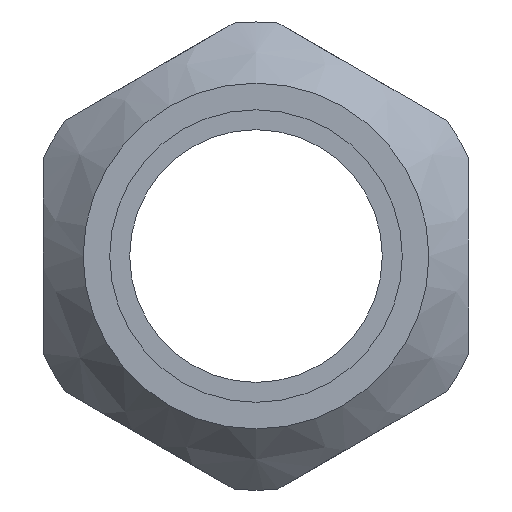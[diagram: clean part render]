
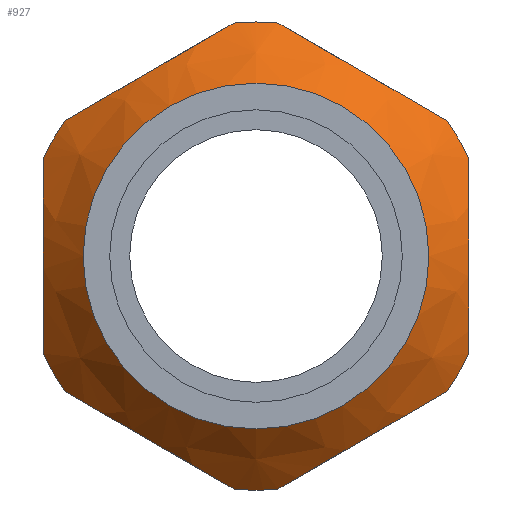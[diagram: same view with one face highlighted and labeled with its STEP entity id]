
A CAD part, left-side view. The second image highlights one B-rep face of the part: STEP entity #927.
In plain terms, the highlighted conical face has half-angle 45 degrees and reference radius 15.3 mm.
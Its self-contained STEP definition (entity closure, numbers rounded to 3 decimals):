
#21=(
BOUNDED_CURVE()
B_SPLINE_CURVE(2,(#1532,#1533,#1534),.UNSPECIFIED.,.F.,.F.)
B_SPLINE_CURVE_WITH_KNOTS((3,3),(0.,1.501),.UNSPECIFIED.)
CURVE()
GEOMETRIC_REPRESENTATION_ITEM()
RATIONAL_B_SPLINE_CURVE((1.,1.1,1.))
REPRESENTATION_ITEM('')
);
#22=(
BOUNDED_CURVE()
B_SPLINE_CURVE(2,(#1542,#1543,#1544),.UNSPECIFIED.,.F.,.F.)
B_SPLINE_CURVE_WITH_KNOTS((3,3),(0.,1.501),.UNSPECIFIED.)
CURVE()
GEOMETRIC_REPRESENTATION_ITEM()
RATIONAL_B_SPLINE_CURVE((1.,1.1,1.))
REPRESENTATION_ITEM('')
);
#23=(
BOUNDED_CURVE()
B_SPLINE_CURVE(2,(#1552,#1553,#1554),.UNSPECIFIED.,.F.,.F.)
B_SPLINE_CURVE_WITH_KNOTS((3,3),(0.,1.501),.UNSPECIFIED.)
CURVE()
GEOMETRIC_REPRESENTATION_ITEM()
RATIONAL_B_SPLINE_CURVE((1.,1.1,1.))
REPRESENTATION_ITEM('')
);
#24=(
BOUNDED_CURVE()
B_SPLINE_CURVE(2,(#1558,#1559,#1560),.UNSPECIFIED.,.F.,.F.)
B_SPLINE_CURVE_WITH_KNOTS((3,3),(0.,1.501),.UNSPECIFIED.)
CURVE()
GEOMETRIC_REPRESENTATION_ITEM()
RATIONAL_B_SPLINE_CURVE((1.,1.1,1.))
REPRESENTATION_ITEM('')
);
#25=(
BOUNDED_CURVE()
B_SPLINE_CURVE(2,(#1564,#1565,#1566),.UNSPECIFIED.,.F.,.F.)
B_SPLINE_CURVE_WITH_KNOTS((3,3),(0.,1.501),.UNSPECIFIED.)
CURVE()
GEOMETRIC_REPRESENTATION_ITEM()
RATIONAL_B_SPLINE_CURVE((1.,1.1,1.))
REPRESENTATION_ITEM('')
);
#26=(
BOUNDED_CURVE()
B_SPLINE_CURVE(2,(#1569,#1570,#1571),.UNSPECIFIED.,.F.,.F.)
B_SPLINE_CURVE_WITH_KNOTS((3,3),(0.,1.501),.UNSPECIFIED.)
CURVE()
GEOMETRIC_REPRESENTATION_ITEM()
RATIONAL_B_SPLINE_CURVE((1.,1.1,1.))
REPRESENTATION_ITEM('')
);
#28=CONICAL_SURFACE('',#1038,15.3,0.785);
#65=LINE('',#1575,#134);
#134=VECTOR('',#1254,15.3);
#230=FACE_OUTER_BOUND('',#290,.T.);
#290=EDGE_LOOP('',(#738,#739,#740,#741,#742,#743,#744,#745,#746,#747,#748,
#749,#750,#751,#752,#753));
#352=CIRCLE('',#1030,17.6);
#353=CIRCLE('',#1033,17.6);
#354=CIRCLE('',#1036,17.6);
#355=CIRCLE('',#1039,17.6);
#356=CIRCLE('',#1040,17.6);
#357=CIRCLE('',#1041,17.6);
#358=CIRCLE('',#1042,13.);
#359=CIRCLE('',#1043,17.6);
#424=VERTEX_POINT('',#1524);
#425=VERTEX_POINT('',#1526);
#426=VERTEX_POINT('',#1530);
#427=VERTEX_POINT('',#1536);
#428=VERTEX_POINT('',#1540);
#429=VERTEX_POINT('',#1546);
#430=VERTEX_POINT('',#1550);
#431=VERTEX_POINT('',#1556);
#432=VERTEX_POINT('',#1557);
#433=VERTEX_POINT('',#1561);
#434=VERTEX_POINT('',#1563);
#435=VERTEX_POINT('',#1567);
#436=VERTEX_POINT('',#1572);
#437=VERTEX_POINT('',#1574);
#532=EDGE_CURVE('',#424,#425,#352,.T.);
#535=EDGE_CURVE('',#426,#424,#21,.T.);
#537=EDGE_CURVE('',#427,#426,#353,.T.);
#539=EDGE_CURVE('',#428,#427,#22,.T.);
#541=EDGE_CURVE('',#429,#428,#354,.T.);
#543=EDGE_CURVE('',#430,#429,#23,.T.);
#544=EDGE_CURVE('',#431,#432,#24,.T.);
#545=EDGE_CURVE('',#433,#431,#355,.T.);
#546=EDGE_CURVE('',#434,#433,#25,.T.);
#547=EDGE_CURVE('',#435,#434,#356,.T.);
#548=EDGE_CURVE('',#425,#435,#26,.T.);
#549=EDGE_CURVE('',#436,#430,#357,.T.);
#550=EDGE_CURVE('',#436,#437,#65,.T.);
#551=EDGE_CURVE('',#437,#437,#358,.T.);
#552=EDGE_CURVE('',#432,#436,#359,.T.);
#738=ORIENTED_EDGE('',*,*,#544,.F.);
#739=ORIENTED_EDGE('',*,*,#545,.F.);
#740=ORIENTED_EDGE('',*,*,#546,.F.);
#741=ORIENTED_EDGE('',*,*,#547,.F.);
#742=ORIENTED_EDGE('',*,*,#548,.F.);
#743=ORIENTED_EDGE('',*,*,#532,.F.);
#744=ORIENTED_EDGE('',*,*,#535,.F.);
#745=ORIENTED_EDGE('',*,*,#537,.F.);
#746=ORIENTED_EDGE('',*,*,#539,.F.);
#747=ORIENTED_EDGE('',*,*,#541,.F.);
#748=ORIENTED_EDGE('',*,*,#543,.F.);
#749=ORIENTED_EDGE('',*,*,#549,.F.);
#750=ORIENTED_EDGE('',*,*,#550,.T.);
#751=ORIENTED_EDGE('',*,*,#551,.F.);
#752=ORIENTED_EDGE('',*,*,#550,.F.);
#753=ORIENTED_EDGE('',*,*,#552,.F.);
#927=ADVANCED_FACE('',(#230),#28,.T.);
#1030=AXIS2_PLACEMENT_3D('',#1527,#1224,#1225);
#1033=AXIS2_PLACEMENT_3D('',#1538,#1233,#1234);
#1036=AXIS2_PLACEMENT_3D('',#1548,#1241,#1242);
#1038=AXIS2_PLACEMENT_3D('',#1555,#1246,#1247);
#1039=AXIS2_PLACEMENT_3D('',#1562,#1248,#1249);
#1040=AXIS2_PLACEMENT_3D('',#1568,#1250,#1251);
#1041=AXIS2_PLACEMENT_3D('',#1573,#1252,#1253);
#1042=AXIS2_PLACEMENT_3D('',#1576,#1255,#1256);
#1043=AXIS2_PLACEMENT_3D('',#1577,#1257,#1258);
#1224=DIRECTION('center_axis',(1.,0.,0.));
#1225=DIRECTION('ref_axis',(0.,0.,1.));
#1233=DIRECTION('center_axis',(1.,0.,0.));
#1234=DIRECTION('ref_axis',(0.,0.,1.));
#1241=DIRECTION('center_axis',(1.,0.,0.));
#1242=DIRECTION('ref_axis',(0.,0.,1.));
#1246=DIRECTION('center_axis',(1.,0.,0.));
#1247=DIRECTION('ref_axis',(0.,0.,-1.));
#1248=DIRECTION('center_axis',(1.,0.,0.));
#1249=DIRECTION('ref_axis',(0.,0.,1.));
#1250=DIRECTION('center_axis',(1.,0.,0.));
#1251=DIRECTION('ref_axis',(0.,0.,1.));
#1252=DIRECTION('center_axis',(1.,0.,0.));
#1253=DIRECTION('ref_axis',(0.,0.,1.));
#1254=DIRECTION('',(-0.707,0.,-0.707));
#1255=DIRECTION('center_axis',(-1.,0.,0.));
#1256=DIRECTION('ref_axis',(0.,0.,-1.));
#1257=DIRECTION('center_axis',(1.,0.,0.));
#1258=DIRECTION('ref_axis',(0.,0.,1.));
#1524=CARTESIAN_POINT('',(-23.35,-1.65,-17.522));
#1526=CARTESIAN_POINT('',(-23.35,1.65,-17.522));
#1527=CARTESIAN_POINT('Origin',(-23.35,0.,0.));
#1530=CARTESIAN_POINT('',(-23.35,-14.35,-10.19));
#1532=CARTESIAN_POINT('Ctrl Pts',(-23.35,-14.35,-10.19));
#1533=CARTESIAN_POINT('Ctrl Pts',(-26.405,-8.,-13.856));
#1534=CARTESIAN_POINT('Ctrl Pts',(-23.35,-1.65,-17.522));
#1536=CARTESIAN_POINT('',(-23.35,-16.,-7.332));
#1538=CARTESIAN_POINT('Origin',(-23.35,0.,0.));
#1540=CARTESIAN_POINT('',(-23.35,-16.,7.332));
#1542=CARTESIAN_POINT('Ctrl Pts',(-23.35,-16.,7.332));
#1543=CARTESIAN_POINT('Ctrl Pts',(-26.405,-16.,0.));
#1544=CARTESIAN_POINT('Ctrl Pts',(-23.35,-16.,-7.332));
#1546=CARTESIAN_POINT('',(-23.35,-14.35,10.19));
#1548=CARTESIAN_POINT('Origin',(-23.35,0.,0.));
#1550=CARTESIAN_POINT('',(-23.35,-1.65,17.522));
#1552=CARTESIAN_POINT('Ctrl Pts',(-23.35,-1.65,17.522));
#1553=CARTESIAN_POINT('Ctrl Pts',(-26.405,-8.,13.856));
#1554=CARTESIAN_POINT('Ctrl Pts',(-23.35,-14.35,10.19));
#1555=CARTESIAN_POINT('Origin',(-25.65,0.,0.));
#1556=CARTESIAN_POINT('',(-23.35,14.35,10.19));
#1557=CARTESIAN_POINT('',(-23.35,1.65,17.522));
#1558=CARTESIAN_POINT('Ctrl Pts',(-23.35,14.35,10.19));
#1559=CARTESIAN_POINT('Ctrl Pts',(-26.405,8.,13.856));
#1560=CARTESIAN_POINT('Ctrl Pts',(-23.35,1.65,17.522));
#1561=CARTESIAN_POINT('',(-23.35,16.,7.332));
#1562=CARTESIAN_POINT('Origin',(-23.35,0.,0.));
#1563=CARTESIAN_POINT('',(-23.35,16.,-7.332));
#1564=CARTESIAN_POINT('Ctrl Pts',(-23.35,16.,-7.332));
#1565=CARTESIAN_POINT('Ctrl Pts',(-26.405,16.,0.));
#1566=CARTESIAN_POINT('Ctrl Pts',(-23.35,16.,7.332));
#1567=CARTESIAN_POINT('',(-23.35,14.35,-10.19));
#1568=CARTESIAN_POINT('Origin',(-23.35,0.,0.));
#1569=CARTESIAN_POINT('Ctrl Pts',(-23.35,1.65,-17.522));
#1570=CARTESIAN_POINT('Ctrl Pts',(-26.405,8.,-13.856));
#1571=CARTESIAN_POINT('Ctrl Pts',(-23.35,14.35,-10.19));
#1572=CARTESIAN_POINT('',(-23.35,0.,17.6));
#1573=CARTESIAN_POINT('Origin',(-23.35,0.,0.));
#1574=CARTESIAN_POINT('',(-27.95,0.,13.));
#1575=CARTESIAN_POINT('',(-25.65,0.,15.3));
#1576=CARTESIAN_POINT('Origin',(-27.95,0.,0.));
#1577=CARTESIAN_POINT('Origin',(-23.35,0.,0.));
